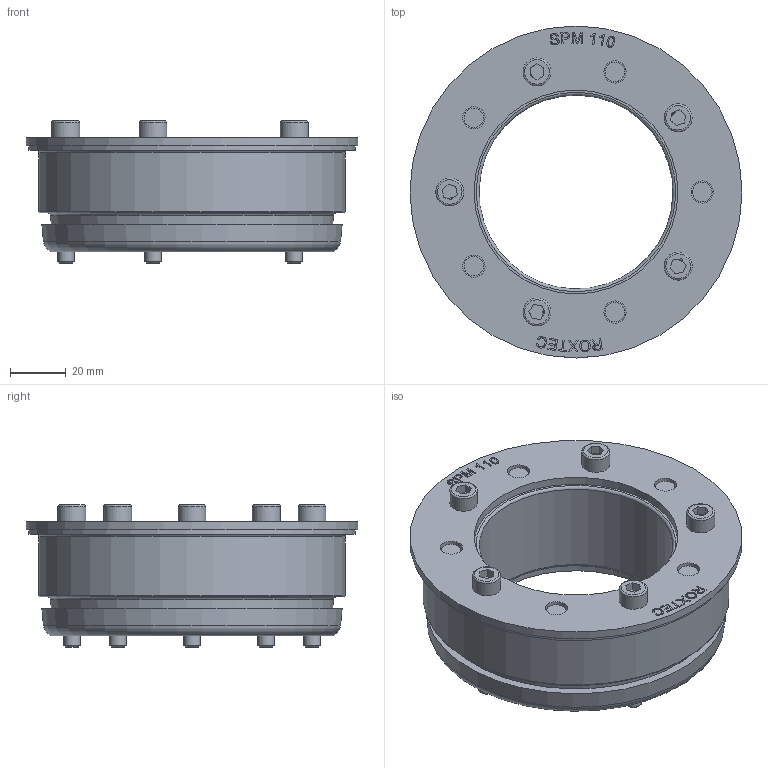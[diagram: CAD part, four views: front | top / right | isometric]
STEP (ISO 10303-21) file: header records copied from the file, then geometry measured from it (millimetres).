
FILE_DESCRIPTION(/* description */ (''),/* implementation_level */ '2;1');
FILE_NAME(/* name */ 'SPM110.stp',/* time_stamp */ '2022-04-07T09:27:57+02:00',/* author */ ('ENTER YOUR USERNAME'),/* organization */ (''),/* preprocessor_version */ 'ST-DEVELOPER v17.2',/* originating_system */ 'Autodesk Inventor 2019',/* authorisation */ '');
FILE_SCHEMA (('AUTOMOTIVE_DESIGN { 1 0 10303 214 3 1 1 }'));
Length unit declared in the file: millimetre
Products named in the file (6): SPM110; 100-180676; 100-180677; 100-180678; 100-180679; ISO 4762 - M6 x 45
Assembly tree (9 placements, depth 3):
  SPM110
    100-180676
      100-180677
      100-180678
      100-180679
      ISO 4762 - M6 x 45  x5
Bounding box: 119 x 119 x 51 mm (x, y, z)
Volume: 227612.6 mm3; surface area: 72428.1 mm2
Topology: 8 solids, 8 shells, 477 faces, 1328 edges, 911 vertices
Faces by surface type: plane 240, bspline 134, cylinder 52, torus 28, cone 23
Full cylindrical faces by diameter (mm): 4.917 x5, 5.25 x5, 5.9 x10, 6 x5, 6.3 x5, 7 x5, 8 x5, 10 x6, 69.5 x1, 73.1 x2, 109.8 x1, 117 x1, 119 x1
Entity records: 14718 total; most frequent: CARTESIAN_POINT 4256, ORIENTED_EDGE 2326, DIRECTION 1767, EDGE_CURVE 1163, VERTEX_POINT 795, LINE 645, VECTOR 645, AXIS2_PLACEMENT_3D 561
